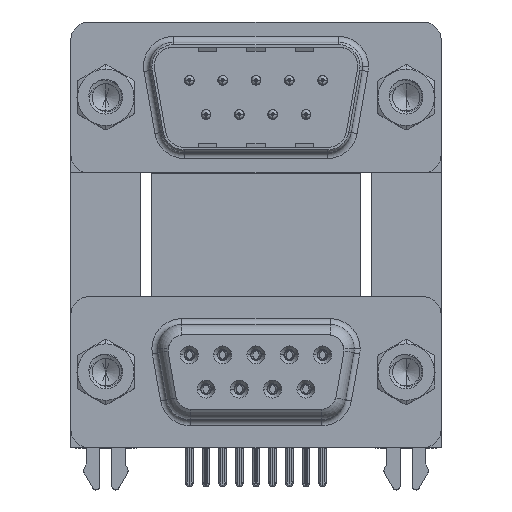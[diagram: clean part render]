
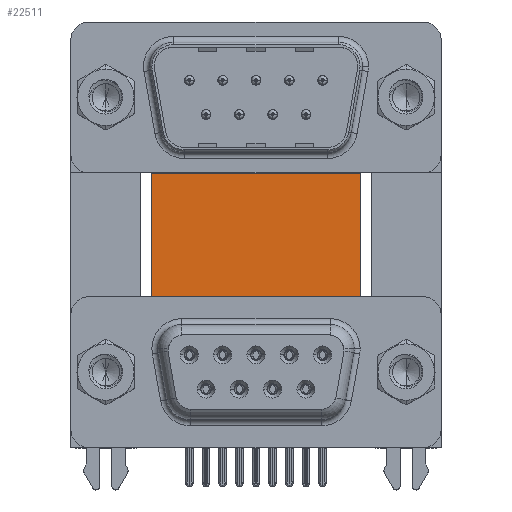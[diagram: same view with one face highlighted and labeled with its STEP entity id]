
A CAD part, top view. The second image highlights one B-rep face of the part: STEP entity #22511.
In plain terms, the highlighted planar face has unit normal (0, 0, 1).
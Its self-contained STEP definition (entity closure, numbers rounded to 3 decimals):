
#1036 = EDGE_CURVE ( 'NONE', #20501, #33216, #41952, .T. ) ;
#1493 = VECTOR ( 'NONE', #26192, 1000. ) ;
#1502 = VECTOR ( 'NONE', #18768, 1000. ) ;
#1741 = CARTESIAN_POINT ( 'NONE',  ( 2.9, -3.735, -12. ) ) ;
#1821 = EDGE_LOOP ( 'NONE', ( #31787, #2898, #27414, #6169, #4935, #16703, #38248, #8819, #41862, #3887 ) ) ;
#2054 = DIRECTION ( 'NONE',  ( 0., -1., 0. ) ) ;
#2258 = LINE ( 'NONE', #23498, #34955 ) ;
#2464 = VERTEX_POINT ( 'NONE', #36962 ) ;
#2790 = CARTESIAN_POINT ( 'NONE',  ( 22.09, -3.735, -12. ) ) ;
#2898 = ORIENTED_EDGE ( 'NONE', *, *, #14356, .T. ) ;
#3166 = LINE ( 'NONE', #10146, #27695 ) ;
#3887 = ORIENTED_EDGE ( 'NONE', *, *, #10726, .T. ) ;
#4623 = CARTESIAN_POINT ( 'NONE',  ( 2.4, -4.635, -12. ) ) ;
#4935 = ORIENTED_EDGE ( 'NONE', *, *, #32939, .F. ) ;
#5091 = VECTOR ( 'NONE', #2054, 1000. ) ;
#6169 = ORIENTED_EDGE ( 'NONE', *, *, #26285, .T. ) ;
#8182 = VERTEX_POINT ( 'NONE', #21182 ) ;
#8819 = ORIENTED_EDGE ( 'NONE', *, *, #1036, .T. ) ;
#10146 = CARTESIAN_POINT ( 'NONE',  ( 22.09, -4.635, -12. ) ) ;
#10379 = DIRECTION ( 'NONE',  ( 0., 0., -1. ) ) ;
#10726 = EDGE_CURVE ( 'NONE', #43760, #33885, #12374, .T. ) ;
#10908 = CARTESIAN_POINT ( 'NONE',  ( 2.9, -4.635, -12. ) ) ;
#12224 = LINE ( 'NONE', #32612, #5091 ) ;
#12327 = CARTESIAN_POINT ( 'NONE',  ( 22.09, -4.635, -12. ) ) ;
#12374 = LINE ( 'NONE', #18930, #1493 ) ;
#14007 = CARTESIAN_POINT ( 'NONE',  ( 2.4, -4.635, -12. ) ) ;
#14021 = EDGE_CURVE ( 'NONE', #21563, #8182, #14991, .T. ) ;
#14356 = EDGE_CURVE ( 'NONE', #37786, #20604, #2258, .T. ) ;
#14509 = CARTESIAN_POINT ( 'NONE',  ( 21.2, -0.735, -12. ) ) ;
#14991 = LINE ( 'NONE', #43030, #42887 ) ;
#16047 = DIRECTION ( 'NONE',  ( 0., -1., 0. ) ) ;
#16188 = LINE ( 'NONE', #30023, #37004 ) ;
#16495 = PLANE ( 'NONE',  #36400 ) ;
#16703 = ORIENTED_EDGE ( 'NONE', *, *, #14021, .F. ) ;
#17427 = VERTEX_POINT ( 'NONE', #14509 ) ;
#17831 = DIRECTION ( 'NONE',  ( -0.336, 0.942, 0. ) ) ;
#18768 = DIRECTION ( 'NONE',  ( 1., 0., 0. ) ) ;
#18930 = CARTESIAN_POINT ( 'NONE',  ( 2.9, -3.735, -12. ) ) ;
#20132 = LINE ( 'NONE', #37352, #23069 ) ;
#20501 = VERTEX_POINT ( 'NONE', #30772 ) ;
#20604 = VERTEX_POINT ( 'NONE', #12327 ) ;
#21182 = CARTESIAN_POINT ( 'NONE',  ( 21.2, 16.585, -12. ) ) ;
#21249 = LINE ( 'NONE', #42288, #32543 ) ;
#21563 = VERTEX_POINT ( 'NONE', #23947 ) ;
#22511 = ADVANCED_FACE ( 'NONE', ( #27357 ), #16495, .F. ) ;
#22543 = EDGE_CURVE ( 'NONE', #20604, #2464, #3166, .T. ) ;
#23069 = VECTOR ( 'NONE', #23318, 1000. ) ;
#23318 = DIRECTION ( 'NONE',  ( 1., 0., 0. ) ) ;
#23498 = CARTESIAN_POINT ( 'NONE',  ( 22.09, -3.735, -12. ) ) ;
#23947 = CARTESIAN_POINT ( 'NONE',  ( 3.79, 16.585, -12. ) ) ;
#23955 = DIRECTION ( 'NONE',  ( 1., 0., 0. ) ) ;
#24995 = DIRECTION ( 'NONE',  ( -0.336, -0.942, 0. ) ) ;
#25179 = DIRECTION ( 'NONE',  ( 1., 0., 0. ) ) ;
#26192 = DIRECTION ( 'NONE',  ( 0., 1., 0. ) ) ;
#26285 = EDGE_CURVE ( 'NONE', #2464, #17427, #21249, .T. ) ;
#26482 = CARTESIAN_POINT ( 'NONE',  ( 3.79, -3.735, -12. ) ) ;
#27357 = FACE_OUTER_BOUND ( 'NONE', #1821, .T. ) ;
#27414 = ORIENTED_EDGE ( 'NONE', *, *, #22543, .T. ) ;
#27695 = VECTOR ( 'NONE', #23955, 1000. ) ;
#29903 = LINE ( 'NONE', #26482, #1502 ) ;
#30023 = CARTESIAN_POINT ( 'NONE',  ( 3.79, 16.585, -12. ) ) ;
#30328 = DIRECTION ( 'NONE',  ( -1., 0., 0. ) ) ;
#30772 = CARTESIAN_POINT ( 'NONE',  ( 3.79, -0.735, -12. ) ) ;
#31787 = ORIENTED_EDGE ( 'NONE', *, *, #32894, .T. ) ;
#32543 = VECTOR ( 'NONE', #17831, 1000. ) ;
#32612 = CARTESIAN_POINT ( 'NONE',  ( 21.2, 16.585, -12. ) ) ;
#32894 = EDGE_CURVE ( 'NONE', #33885, #37786, #29903, .T. ) ;
#32939 = EDGE_CURVE ( 'NONE', #8182, #17427, #12224, .T. ) ;
#33216 = VERTEX_POINT ( 'NONE', #14007 ) ;
#33885 = VERTEX_POINT ( 'NONE', #1741 ) ;
#34376 = VECTOR ( 'NONE', #24995, 1000. ) ;
#34955 = VECTOR ( 'NONE', #16047, 1000. ) ;
#36400 = AXIS2_PLACEMENT_3D ( 'NONE', #37539, #10379, #30328 ) ;
#36962 = CARTESIAN_POINT ( 'NONE',  ( 22.59, -4.635, -12. ) ) ;
#37004 = VECTOR ( 'NONE', #39526, 1000. ) ;
#37352 = CARTESIAN_POINT ( 'NONE',  ( 2.9, -4.635, -12. ) ) ;
#37539 = CARTESIAN_POINT ( 'NONE',  ( 3.79, 16.585, -12. ) ) ;
#37786 = VERTEX_POINT ( 'NONE', #2790 ) ;
#38248 = ORIENTED_EDGE ( 'NONE', *, *, #40601, .T. ) ;
#39526 = DIRECTION ( 'NONE',  ( 0., -1., 0. ) ) ;
#40601 = EDGE_CURVE ( 'NONE', #21563, #20501, #16188, .T. ) ;
#41862 = ORIENTED_EDGE ( 'NONE', *, *, #42633, .T. ) ;
#41952 = LINE ( 'NONE', #4623, #34376 ) ;
#42288 = CARTESIAN_POINT ( 'NONE',  ( 22.59, -4.635, -12. ) ) ;
#42633 = EDGE_CURVE ( 'NONE', #33216, #43760, #20132, .T. ) ;
#42887 = VECTOR ( 'NONE', #25179, 1000. ) ;
#43030 = CARTESIAN_POINT ( 'NONE',  ( 3.79, 16.585, -12. ) ) ;
#43760 = VERTEX_POINT ( 'NONE', #10908 ) ;
